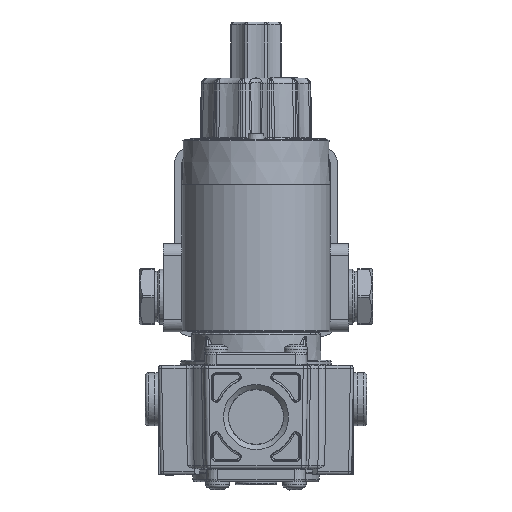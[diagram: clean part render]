
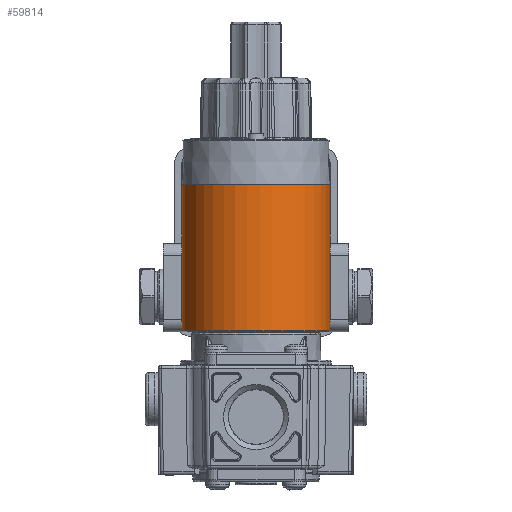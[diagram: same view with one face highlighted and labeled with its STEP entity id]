
A CAD part, left-side view. The second image highlights one B-rep face of the part: STEP entity #59814.
In plain terms, the highlighted cylindrical face has radius 25 mm (diameter 50 mm), a partial arc.
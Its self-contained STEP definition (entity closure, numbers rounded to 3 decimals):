
#2890=LINE('',#92282,#6077);
#2895=LINE('',#92295,#6082);
#6077=VECTOR('',#71506,49.4);
#6082=VECTOR('',#71517,49.4);
#13737=FACE_OUTER_BOUND('',#17804,.T.);
#17804=EDGE_LOOP('',(#42751,#42752,#42753,#42754,#42755,#42756));
#21885=CIRCLE('',#64047,25.);
#21886=CIRCLE('',#64048,25.);
#21887=CIRCLE('',#64049,25.);
#21888=CIRCLE('',#64050,25.);
#25645=VERTEX_POINT('',#91890);
#25646=VERTEX_POINT('',#91891);
#25649=VERTEX_POINT('',#91899);
#25650=VERTEX_POINT('',#91900);
#25687=VERTEX_POINT('',#92317);
#25688=VERTEX_POINT('',#92320);
#31913=EDGE_CURVE('',#25650,#25645,#2890,.T.);
#31920=EDGE_CURVE('',#25646,#25649,#2895,.T.);
#31931=EDGE_CURVE('',#25687,#25645,#21885,.T.);
#31932=EDGE_CURVE('',#25646,#25687,#21886,.T.);
#31933=EDGE_CURVE('',#25688,#25649,#21887,.T.);
#31934=EDGE_CURVE('',#25650,#25688,#21888,.T.);
#42751=ORIENTED_EDGE('',*,*,#31913,.T.);
#42752=ORIENTED_EDGE('',*,*,#31931,.F.);
#42753=ORIENTED_EDGE('',*,*,#31932,.F.);
#42754=ORIENTED_EDGE('',*,*,#31920,.T.);
#42755=ORIENTED_EDGE('',*,*,#31933,.F.);
#42756=ORIENTED_EDGE('',*,*,#31934,.F.);
#58612=CYLINDRICAL_SURFACE('',#64046,25.);
#59814=ADVANCED_FACE('',(#13737),#58612,.T.);
#64046=AXIS2_PLACEMENT_3D('',#92316,#71550,#71551);
#64047=AXIS2_PLACEMENT_3D('',#92318,#71552,#71553);
#64048=AXIS2_PLACEMENT_3D('',#92319,#71554,#71555);
#64049=AXIS2_PLACEMENT_3D('',#92321,#71556,#71557);
#64050=AXIS2_PLACEMENT_3D('',#92322,#71558,#71559);
#71506=DIRECTION('',(0.,0.,1.));
#71517=DIRECTION('',(0.,0.,-1.));
#71550=DIRECTION('center_axis',(0.,0.,
-1.));
#71551=DIRECTION('ref_axis',(0.,-1.,0.));
#71552=DIRECTION('center_axis',(0.,0.,
1.));
#71553=DIRECTION('ref_axis',(0.,1.,0.));
#71554=DIRECTION('center_axis',(0.,0.,
1.));
#71555=DIRECTION('ref_axis',(0.,1.,0.));
#71556=DIRECTION('center_axis',(0.,0.,
-1.));
#71557=DIRECTION('ref_axis',(0.,1.,0.));
#71558=DIRECTION('center_axis',(0.,0.,
-1.));
#71559=DIRECTION('ref_axis',(0.,1.,0.));
#91890=CARTESIAN_POINT('',(16.807,-18.507,78.6));
#91891=CARTESIAN_POINT('',(16.807,18.507,78.6));
#91899=CARTESIAN_POINT('',(16.807,18.507,29.2));
#91900=CARTESIAN_POINT('',(16.807,-18.507,29.2));
#92282=CARTESIAN_POINT('',(16.807,-18.507,53.9));
#92295=CARTESIAN_POINT('',(16.807,18.507,53.9));
#92316=CARTESIAN_POINT('Origin',(0.,0.,
53.9));
#92317=CARTESIAN_POINT('',(0.,-25.,78.6));
#92318=CARTESIAN_POINT('Origin',(0.,0.,
78.6));
#92319=CARTESIAN_POINT('Origin',(0.,0.,
78.6));
#92320=CARTESIAN_POINT('',(0.,-25.,29.2));
#92321=CARTESIAN_POINT('Origin',(0.,0.,
29.2));
#92322=CARTESIAN_POINT('Origin',(0.,0.,
29.2));
